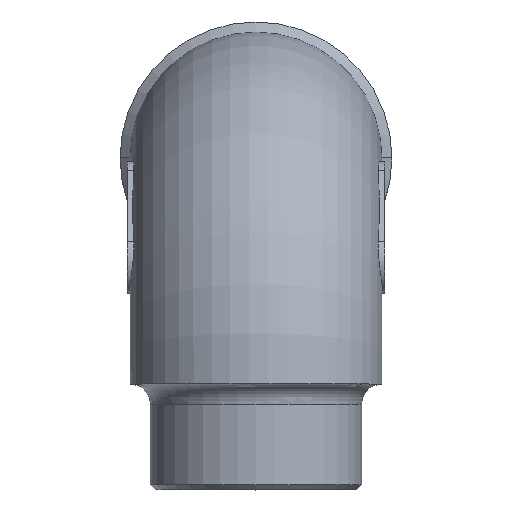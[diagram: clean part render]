
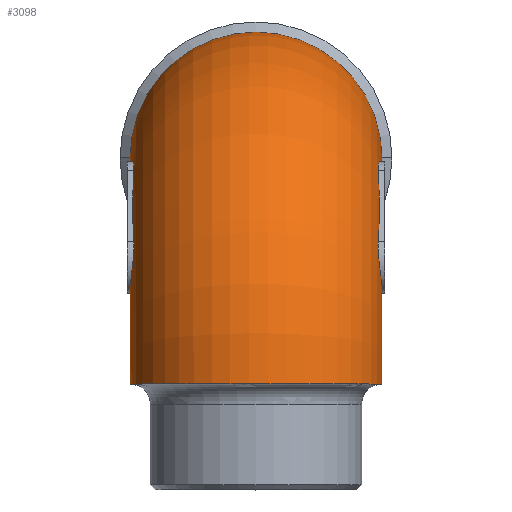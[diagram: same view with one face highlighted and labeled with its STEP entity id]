
A CAD part, top view. The second image highlights one B-rep face of the part: STEP entity #3098.
In plain terms, the highlighted toroidal (fillet/blend) face has major radius 22.5 mm and minor radius 12.5 mm.
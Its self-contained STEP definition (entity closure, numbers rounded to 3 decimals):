
#1148=CARTESIAN_POINT('Vertex',(12.162,-8.355,26.582)) ;
#1152=CARTESIAN_POINT('Control Point',(12.162,-8.355,26.582)) ;
#1153=CARTESIAN_POINT('Control Point',(12.134,-8.777,27.005)) ;
#1154=CARTESIAN_POINT('Control Point',(12.136,-9.309,27.327)) ;
#1155=CARTESIAN_POINT('Control Point',(12.177,-9.913,27.498)) ;
#1156=CARTESIAN_POINT('Control Point',(12.297,-11.057,27.532)) ;
#1157=CARTESIAN_POINT('Control Point',(12.425,-12.07,27.081)) ;
#1158=CARTESIAN_POINT('Control Point',(12.474,-12.492,26.771)) ;
#1159=CARTESIAN_POINT('Control Point',(12.5,-12.837,26.38)) ;
#1160=CARTESIAN_POINT('Control Point',(12.5,-13.088,25.937)) ;
#1161=CARTESIAN_POINT('Vertex',(12.5,-13.088,25.937)) ;
#1219=CARTESIAN_POINT('Vertex',(12.153,-1.283,19.511)) ;
#1229=CARTESIAN_POINT('Vertex',(12.5,-1.987,14.746)) ;
#1233=CARTESIAN_POINT('Control Point',(12.153,-1.283,19.511)) ;
#1234=CARTESIAN_POINT('Control Point',(12.124,-0.861,19.089)) ;
#1235=CARTESIAN_POINT('Control Point',(12.124,-0.54,18.558)) ;
#1236=CARTESIAN_POINT('Control Point',(12.165,-0.368,17.954)) ;
#1237=CARTESIAN_POINT('Control Point',(12.287,-0.333,16.795)) ;
#1238=CARTESIAN_POINT('Control Point',(12.42,-0.796,15.772)) ;
#1239=CARTESIAN_POINT('Control Point',(12.473,-1.119,15.341)) ;
#1240=CARTESIAN_POINT('Control Point',(12.5,-1.526,14.993)) ;
#1241=CARTESIAN_POINT('Control Point',(12.5,-1.987,14.746)) ;
#1257=CARTESIAN_POINT('Control Point',(12.153,-1.283,19.511)) ;
#1258=CARTESIAN_POINT('Control Point',(12.221,-2.277,20.505)) ;
#1259=CARTESIAN_POINT('Control Point',(12.257,-3.268,21.496)) ;
#1260=CARTESIAN_POINT('Control Point',(12.273,-4.256,22.484)) ;
#1261=CARTESIAN_POINT('Control Point',(12.272,-5.667,23.895)) ;
#1262=CARTESIAN_POINT('Control Point',(12.229,-7.081,25.308)) ;
#1263=CARTESIAN_POINT('Control Point',(12.211,-7.505,25.733)) ;
#1264=CARTESIAN_POINT('Control Point',(12.189,-7.929,26.157)) ;
#1265=CARTESIAN_POINT('Control Point',(12.162,-8.355,26.582)) ;
#2986=CARTESIAN_POINT('Axis2P3D Location',(0.,-22.5,5.5)) ;
#2992=CARTESIAN_POINT('Control Point',(-12.5,-22.5,28.)) ;
#2993=CARTESIAN_POINT('Control Point',(-12.5,-22.5,30.785)) ;
#2994=CARTESIAN_POINT('Control Point',(-11.724,-22.5,33.57)) ;
#2995=CARTESIAN_POINT('Control Point',(-10.17,-22.5,36.066)) ;
#2996=CARTESIAN_POINT('Control Point',(-6.934,-22.5,38.952)) ;
#2997=CARTESIAN_POINT('Control Point',(-2.928,-22.5,40.273)) ;
#2998=CARTESIAN_POINT('Control Point',(-1.539,-22.5,40.523)) ;
#2999=CARTESIAN_POINT('Control Point',(1.272,-22.5,40.63)) ;
#3000=CARTESIAN_POINT('Control Point',(4.005,-22.5,39.965)) ;
#3001=CARTESIAN_POINT('Control Point',(5.316,-22.5,39.443)) ;
#3002=CARTESIAN_POINT('Control Point',(8.539,-22.5,37.601)) ;
#3003=CARTESIAN_POINT('Control Point',(10.935,-22.5,34.69)) ;
#3004=CARTESIAN_POINT('Control Point',(11.979,-22.5,32.566)) ;
#3005=CARTESIAN_POINT('Control Point',(12.5,-22.5,30.283)) ;
#3006=CARTESIAN_POINT('Control Point',(12.5,-22.5,28.)) ;
#3007=CARTESIAN_POINT('Vertex',(-12.5,-22.5,28.)) ;
#3009=CARTESIAN_POINT('Vertex',(12.5,-22.5,28.)) ;
#3012=CARTESIAN_POINT('Axis2P3D Location',(12.5,-22.5,5.5)) ;
#3017=CARTESIAN_POINT('Axis2P3D Location',(12.5,-22.5,5.5)) ;
#3021=CARTESIAN_POINT('Vertex',(12.5,0.,5.5)) ;
#3024=CARTESIAN_POINT('Axis2P3D Location',(0.,0.,5.5)) ;
#3028=CARTESIAN_POINT('Vertex',(-12.5,0.,5.5)) ;
#3031=CARTESIAN_POINT('Axis2P3D Location',(-12.5,-22.5,5.5)) ;
#3035=CARTESIAN_POINT('Vertex',(-12.5,-1.987,14.746)) ;
#3039=CARTESIAN_POINT('Control Point',(-12.153,-1.283,19.511)) ;
#3040=CARTESIAN_POINT('Control Point',(-12.136,-1.039,19.267)) ;
#3041=CARTESIAN_POINT('Control Point',(-12.129,-0.828,18.985)) ;
#3042=CARTESIAN_POINT('Control Point',(-12.134,-0.659,18.674)) ;
#3043=CARTESIAN_POINT('Control Point',(-12.17,-0.389,17.929)) ;
#3044=CARTESIAN_POINT('Control Point',(-12.249,-0.368,17.152)) ;
#3045=CARTESIAN_POINT('Control Point',(-12.3,-0.434,16.729)) ;
#3046=CARTESIAN_POINT('Control Point',(-12.393,-0.684,15.989)) ;
#3047=CARTESIAN_POINT('Control Point',(-12.464,-1.141,15.374)) ;
#3048=CARTESIAN_POINT('Control Point',(-12.488,-1.393,15.123)) ;
#3049=CARTESIAN_POINT('Control Point',(-12.5,-1.678,14.912)) ;
#3050=CARTESIAN_POINT('Control Point',(-12.5,-1.987,14.746)) ;
#3051=CARTESIAN_POINT('Vertex',(-12.153,-1.283,19.511)) ;
#3055=CARTESIAN_POINT('Control Point',(-12.153,-1.283,19.511)) ;
#3056=CARTESIAN_POINT('Control Point',(-12.274,-3.06,21.288)) ;
#3057=CARTESIAN_POINT('Control Point',(-12.288,-4.82,23.048)) ;
#3058=CARTESIAN_POINT('Control Point',(-12.277,-6.579,24.807)) ;
#3059=CARTESIAN_POINT('Control Point',(-12.162,-8.355,26.582)) ;
#3060=CARTESIAN_POINT('Vertex',(-12.162,-8.355,26.582)) ;
#3064=CARTESIAN_POINT('Control Point',(-12.162,-8.355,26.582)) ;
#3065=CARTESIAN_POINT('Control Point',(-12.146,-8.596,26.824)) ;
#3066=CARTESIAN_POINT('Control Point',(-12.14,-8.874,27.033)) ;
#3067=CARTESIAN_POINT('Control Point',(-12.145,-9.181,27.2)) ;
#3068=CARTESIAN_POINT('Control Point',(-12.181,-9.917,27.472)) ;
#3069=CARTESIAN_POINT('Control Point',(-12.257,-10.688,27.499)) ;
#3070=CARTESIAN_POINT('Control Point',(-12.307,-11.11,27.437)) ;
#3071=CARTESIAN_POINT('Control Point',(-12.397,-11.843,27.198)) ;
#3072=CARTESIAN_POINT('Control Point',(-12.465,-12.456,26.754)) ;
#3073=CARTESIAN_POINT('Control Point',(-12.488,-12.707,26.511)) ;
#3074=CARTESIAN_POINT('Control Point',(-12.5,-12.919,26.236)) ;
#3075=CARTESIAN_POINT('Control Point',(-12.5,-13.088,25.937)) ;
#3076=CARTESIAN_POINT('Vertex',(-12.5,-13.088,25.937)) ;
#3079=CARTESIAN_POINT('Axis2P3D Location',(-12.5,-22.5,5.5)) ;
#2987=DIRECTION('Axis2P3D Direction',(1.,0.,0.)) ;
#2988=DIRECTION('Axis2P3D XDirection',(0.,1.,0.)) ;
#3013=DIRECTION('Axis2P3D Direction',(1.,0.,0.)) ;
#3018=DIRECTION('Axis2P3D Direction',(1.,0.,0.)) ;
#3025=DIRECTION('Axis2P3D Direction',(0.,0.,-1.)) ;
#3032=DIRECTION('Axis2P3D Direction',(1.,0.,0.)) ;
#3080=DIRECTION('Axis2P3D Direction',(1.,0.,0.)) ;
#2989=AXIS2_PLACEMENT_3D('Torus Axis2P3D',#2986,#2987,#2988) ;
#3014=AXIS2_PLACEMENT_3D('Circle Axis2P3D',#3012,#3013,$) ;
#3019=AXIS2_PLACEMENT_3D('Circle Axis2P3D',#3017,#3018,$) ;
#3026=AXIS2_PLACEMENT_3D('Circle Axis2P3D',#3024,#3025,$) ;
#3033=AXIS2_PLACEMENT_3D('Circle Axis2P3D',#3031,#3032,$) ;
#3081=AXIS2_PLACEMENT_3D('Circle Axis2P3D',#3079,#3080,$) ;
#3085=ORIENTED_EDGE('',*,*,#3011,.T.) ;
#3086=ORIENTED_EDGE('',*,*,#3016,.F.) ;
#3087=ORIENTED_EDGE('',*,*,#1163,.F.) ;
#3088=ORIENTED_EDGE('',*,*,#1266,.F.) ;
#3089=ORIENTED_EDGE('',*,*,#1242,.T.) ;
#3090=ORIENTED_EDGE('',*,*,#3023,.F.) ;
#3091=ORIENTED_EDGE('',*,*,#3030,.F.) ;
#3092=ORIENTED_EDGE('',*,*,#3037,.T.) ;
#3093=ORIENTED_EDGE('',*,*,#3053,.F.) ;
#3094=ORIENTED_EDGE('',*,*,#3062,.T.) ;
#3095=ORIENTED_EDGE('',*,*,#3078,.T.) ;
#3096=ORIENTED_EDGE('',*,*,#3083,.T.) ;
#3098=ADVANCED_FACE('Corps principal',(#3097),#2990,.T.) ;
#1151=B_SPLINE_CURVE_WITH_KNOTS('',5,(#1152,#1153,#1154,#1155,#1156,#1157,#1158,#1159,#1160),.UNSPECIFIED.,.F.,.U.,(6,3,6),(0.,4.007,7.61),.UNSPECIFIED.) ;
#1232=B_SPLINE_CURVE_WITH_KNOTS('',5,(#1233,#1234,#1235,#1236,#1237,#1238,#1239,#1240,#1241),.UNSPECIFIED.,.F.,.U.,(6,3,6),(0.,4.001,7.7),.UNSPECIFIED.) ;
#1256=B_SPLINE_CURVE_WITH_KNOTS('',5,(#1257,#1258,#1259,#1260,#1261,#1262,#1263,#1264,#1265),.UNSPECIFIED.,.F.,.U.,(6,3,6),(0.,9.419,13.45),.UNSPECIFIED.) ;
#2991=B_SPLINE_CURVE_WITH_KNOTS('',5,(#2992,#2993,#2994,#2995,#2996,#2997,#2998,#2999,#3000,#3001,#3002,#3003,#3004,#3005,#3006),.UNSPECIFIED.,.F.,.U.,(6,3,3,3,6),(0.,19.692,29.542,39.391,55.535),.UNSPECIFIED.) ;
#3038=B_SPLINE_CURVE_WITH_KNOTS('',5,(#3039,#3040,#3041,#3042,#3043,#3044,#3045,#3046,#3047,#3048,#3049,#3050),.UNSPECIFIED.,.F.,.U.,(6,3,3,6),(0.,2.784,6.292,9.331),.UNSPECIFIED.) ;
#3054=B_SPLINE_CURVE_WITH_KNOTS('',4,(#3055,#3056,#3057,#3058,#3059),.UNSPECIFIED.,.F.,.U.,(5,5),(0.,16.177),.UNSPECIFIED.) ;
#3063=B_SPLINE_CURVE_WITH_KNOTS('',5,(#3064,#3065,#3066,#3067,#3068,#3069,#3070,#3071,#3072,#3073,#3074,#3075),.UNSPECIFIED.,.F.,.U.,(6,3,3,6),(0.,2.752,6.245,9.223),.UNSPECIFIED.) ;
#3015=CIRCLE('generated circle',#3014,22.5) ;
#3020=CIRCLE('generated circle',#3019,22.5) ;
#3027=CIRCLE('generated circle',#3026,12.5) ;
#3034=CIRCLE('generated circle',#3033,22.5) ;
#3082=CIRCLE('generated circle',#3081,22.5) ;
#2990=TOROIDAL_SURFACE('homeo Torus',#2989,22.5,12.5) ;
#1163=EDGE_CURVE('',#1149,#1162,#1151,.T.) ;
#1242=EDGE_CURVE('',#1220,#1230,#1232,.T.) ;
#1266=EDGE_CURVE('',#1220,#1149,#1256,.T.) ;
#3011=EDGE_CURVE('',#3008,#3010,#2991,.T.) ;
#3016=EDGE_CURVE('',#1162,#3010,#3015,.T.) ;
#3023=EDGE_CURVE('',#3022,#1230,#3020,.T.) ;
#3030=EDGE_CURVE('',#3029,#3022,#3027,.T.) ;
#3037=EDGE_CURVE('',#3029,#3036,#3034,.T.) ;
#3053=EDGE_CURVE('',#3052,#3036,#3038,.T.) ;
#3062=EDGE_CURVE('',#3052,#3061,#3054,.T.) ;
#3078=EDGE_CURVE('',#3061,#3077,#3063,.T.) ;
#3083=EDGE_CURVE('',#3077,#3008,#3082,.T.) ;
#3084=EDGE_LOOP('',(#3085,#3086,#3087,#3088,#3089,#3090,#3091,#3092,#3093,#3094,#3095,#3096)) ;
#3097=FACE_OUTER_BOUND('',#3084,.T.) ;
#1149=VERTEX_POINT('',#1148) ;
#1162=VERTEX_POINT('',#1161) ;
#1220=VERTEX_POINT('',#1219) ;
#1230=VERTEX_POINT('',#1229) ;
#3008=VERTEX_POINT('',#3007) ;
#3010=VERTEX_POINT('',#3009) ;
#3022=VERTEX_POINT('',#3021) ;
#3029=VERTEX_POINT('',#3028) ;
#3036=VERTEX_POINT('',#3035) ;
#3052=VERTEX_POINT('',#3051) ;
#3061=VERTEX_POINT('',#3060) ;
#3077=VERTEX_POINT('',#3076) ;
